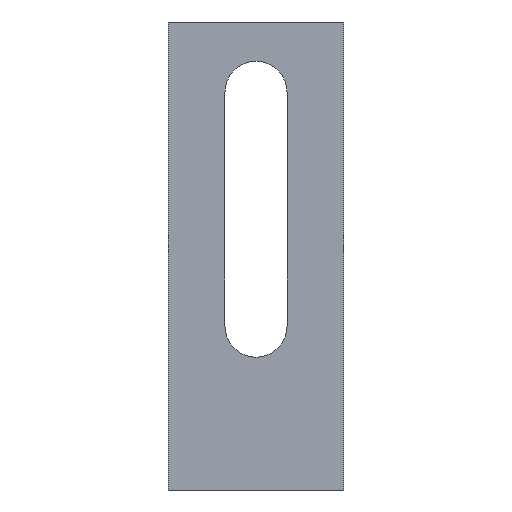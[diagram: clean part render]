
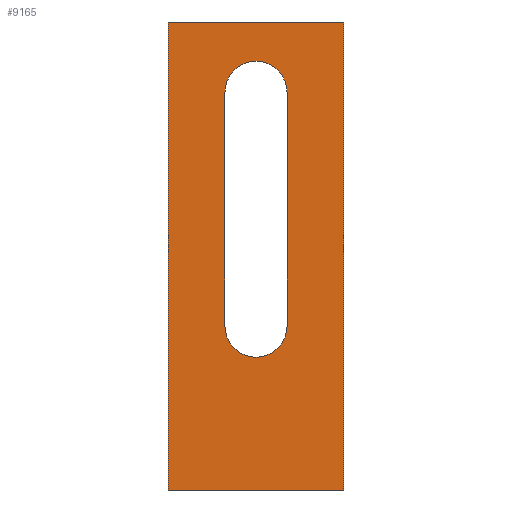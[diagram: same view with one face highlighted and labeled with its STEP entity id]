
A CAD part, front view. The second image highlights one B-rep face of the part: STEP entity #9165.
In plain terms, the highlighted planar face has unit normal (0, -1, 0).
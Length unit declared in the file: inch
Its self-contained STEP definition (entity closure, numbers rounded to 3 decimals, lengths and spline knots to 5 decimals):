
#63 = ORIENTED_EDGE ( 'NONE', *, *, #12704, .F. ) ;
#113 = CARTESIAN_POINT ( 'NONE',  ( 1.7787, -1.13581, -1.50407 ) ) ;
#209 = DIRECTION ( 'NONE',  ( 0., 0., 1. ) ) ;
#213 = CARTESIAN_POINT ( 'NONE',  ( 1.2712, -1.13581, -0.80407 ) ) ;
#394 = VERTEX_POINT ( 'NONE', #113 ) ;
#483 = EDGE_CURVE ( 'NONE', #12330, #1239, #11803, .T. ) ;
#496 = CIRCLE ( 'NONE', #12971, 0.1325 ) ;
#578 = EDGE_LOOP ( 'NONE', ( #10102, #9353, #11923, #2016, #8708 ) ) ;
#668 = DIRECTION ( 'NONE',  ( -1., 0., 0. ) ) ;
#754 = VERTEX_POINT ( 'NONE', #8342 ) ;
#1220 = CIRCLE ( 'NONE', #10450, 0.1325 ) ;
#1239 = VERTEX_POINT ( 'NONE', #3730 ) ;
#1317 = DIRECTION ( 'NONE',  ( -1., 0., 0. ) ) ;
#1461 = CARTESIAN_POINT ( 'NONE',  ( 1.7787, -1.13581, 0.49593 ) ) ;
#2016 = ORIENTED_EDGE ( 'NONE', *, *, #5039, .T. ) ;
#2018 = AXIS2_PLACEMENT_3D ( 'NONE', #10312, #3284, #11515 ) ;
#2356 = CARTESIAN_POINT ( 'NONE',  ( 1.2712, -1.13581, 0.19593 ) ) ;
#2702 = LINE ( 'NONE', #4812, #12095 ) ;
#2780 = CARTESIAN_POINT ( 'NONE',  ( 1.5362, -1.13581, -0.80407 ) ) ;
#3284 = DIRECTION ( 'NONE',  ( 0., 1., 0. ) ) ;
#3721 = ORIENTED_EDGE ( 'NONE', *, *, #7555, .F. ) ;
#3730 = CARTESIAN_POINT ( 'NONE',  ( 1.0287, -1.13581, -1.50407 ) ) ;
#3759 = CARTESIAN_POINT ( 'NONE',  ( 1.5362, -1.13581, -0.80407 ) ) ;
#3852 = VERTEX_POINT ( 'NONE', #1461 ) ;
#4573 = DIRECTION ( 'NONE',  ( 0., 0., -1. ) ) ;
#4812 = CARTESIAN_POINT ( 'NONE',  ( 1.7787, -1.13581, 0.49593 ) ) ;
#4942 = DIRECTION ( 'NONE',  ( 0., 0., -1. ) ) ;
#5039 = EDGE_CURVE ( 'NONE', #754, #9253, #10241, .T. ) ;
#5206 = ORIENTED_EDGE ( 'NONE', *, *, #483, .T. ) ;
#5390 = LINE ( 'NONE', #2356, #14385 ) ;
#5509 = EDGE_CURVE ( 'NONE', #3852, #12330, #2702, .T. ) ;
#6133 = FACE_OUTER_BOUND ( 'NONE', #10258, .T. ) ;
#6551 = DIRECTION ( 'NONE',  ( 0., 1., 0. ) ) ;
#6668 = CARTESIAN_POINT ( 'NONE',  ( 1.4037, -1.13581, 0.19593 ) ) ;
#6707 = CARTESIAN_POINT ( 'NONE',  ( 1.2712, -1.13581, 0.19593 ) ) ;
#6753 = CARTESIAN_POINT ( 'NONE',  ( 1.0287, -1.13581, 0.49593 ) ) ;
#7259 = DIRECTION ( 'NONE',  ( 0., 1., 0. ) ) ;
#7285 = EDGE_CURVE ( 'NONE', #10021, #9207, #1220, .T. ) ;
#7555 = EDGE_CURVE ( 'NONE', #3852, #394, #12079, .T. ) ;
#7829 = DIRECTION ( 'NONE',  ( 0., 0., 1. ) ) ;
#8342 = CARTESIAN_POINT ( 'NONE',  ( 1.5362, -1.13581, 0.19593 ) ) ;
#8708 = ORIENTED_EDGE ( 'NONE', *, *, #14085, .T. ) ;
#8934 = VECTOR ( 'NONE', #4573, 39.37008 ) ;
#9165 = ADVANCED_FACE ( 'NONE', ( #15131, #6133 ), #13084, .F. ) ;
#9207 = VERTEX_POINT ( 'NONE', #10889 ) ;
#9236 = CARTESIAN_POINT ( 'NONE',  ( 1.7787, -1.13581, 0.49593 ) ) ;
#9253 = VERTEX_POINT ( 'NONE', #2780 ) ;
#9353 = ORIENTED_EDGE ( 'NONE', *, *, #7285, .T. ) ;
#9744 = CARTESIAN_POINT ( 'NONE',  ( 1.0287, -1.13581, 0.49593 ) ) ;
#9756 = LINE ( 'NONE', #13385, #12506 ) ;
#9878 = VECTOR ( 'NONE', #4942, 39.37008 ) ;
#9956 = AXIS2_PLACEMENT_3D ( 'NONE', #14300, #7259, #209 ) ;
#10021 = VERTEX_POINT ( 'NONE', #6707 ) ;
#10102 = ORIENTED_EDGE ( 'NONE', *, *, #10675, .T. ) ;
#10241 = LINE ( 'NONE', #3759, #9878 ) ;
#10253 = VERTEX_POINT ( 'NONE', #213 ) ;
#10258 = EDGE_LOOP ( 'NONE', ( #5206, #63, #3721, #12525 ) ) ;
#10312 = CARTESIAN_POINT ( 'NONE',  ( 1.4037, -1.13581, -0.80407 ) ) ;
#10450 = AXIS2_PLACEMENT_3D ( 'NONE', #13594, #6551, #14781 ) ;
#10675 = EDGE_CURVE ( 'NONE', #10253, #10021, #5390, .T. ) ;
#10889 = CARTESIAN_POINT ( 'NONE',  ( 1.4037, -1.13581, 0.32843 ) ) ;
#11028 = EDGE_CURVE ( 'NONE', #9207, #754, #496, .T. ) ;
#11515 = DIRECTION ( 'NONE',  ( 0., 0., 1. ) ) ;
#11803 = LINE ( 'NONE', #9744, #14190 ) ;
#11923 = ORIENTED_EDGE ( 'NONE', *, *, #11028, .T. ) ;
#12079 = LINE ( 'NONE', #9236, #8934 ) ;
#12095 = VECTOR ( 'NONE', #1317, 39.37008 ) ;
#12330 = VERTEX_POINT ( 'NONE', #6753 ) ;
#12506 = VECTOR ( 'NONE', #668, 39.37008 ) ;
#12525 = ORIENTED_EDGE ( 'NONE', *, *, #5509, .T. ) ;
#12614 = CIRCLE ( 'NONE', #2018, 0.1325 ) ;
#12704 = EDGE_CURVE ( 'NONE', #394, #1239, #9756, .T. ) ;
#12850 = DIRECTION ( 'NONE',  ( 0., 0., 1. ) ) ;
#12971 = AXIS2_PLACEMENT_3D ( 'NONE', #6668, #14907, #7829 ) ;
#13084 = PLANE ( 'NONE',  #9956 ) ;
#13385 = CARTESIAN_POINT ( 'NONE',  ( 1.7787, -1.13581, -1.50407 ) ) ;
#13594 = CARTESIAN_POINT ( 'NONE',  ( 1.4037, -1.13581, 0.19593 ) ) ;
#14085 = EDGE_CURVE ( 'NONE', #9253, #10253, #12614, .T. ) ;
#14190 = VECTOR ( 'NONE', #14996, 39.37008 ) ;
#14300 = CARTESIAN_POINT ( 'NONE',  ( 1.7787, -1.13581, 0.49593 ) ) ;
#14385 = VECTOR ( 'NONE', #12850, 39.37008 ) ;
#14781 = DIRECTION ( 'NONE',  ( 0., 0., 1. ) ) ;
#14907 = DIRECTION ( 'NONE',  ( 0., 1., 0. ) ) ;
#14996 = DIRECTION ( 'NONE',  ( 0., 0., -1. ) ) ;
#15131 = FACE_BOUND ( 'NONE', #578, .T. ) ;
